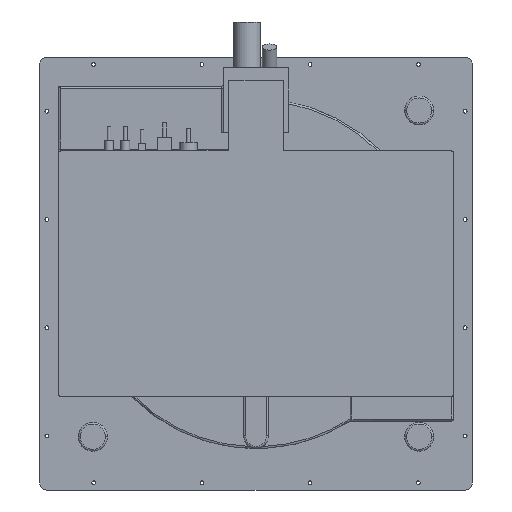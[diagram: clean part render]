
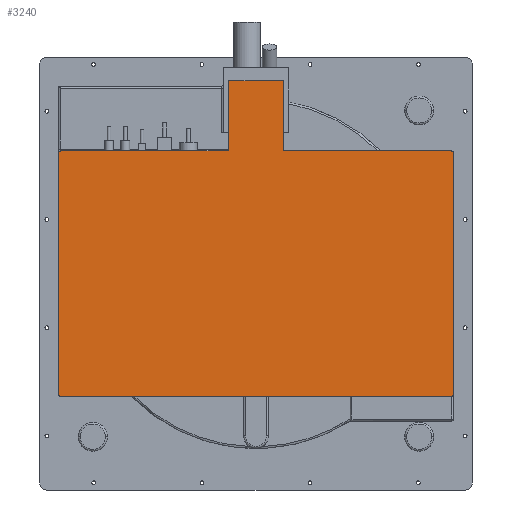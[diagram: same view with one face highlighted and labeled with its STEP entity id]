
A CAD part, front view. The second image highlights one B-rep face of the part: STEP entity #3240.
In plain terms, the highlighted planar face has unit normal (0, -1, 0).
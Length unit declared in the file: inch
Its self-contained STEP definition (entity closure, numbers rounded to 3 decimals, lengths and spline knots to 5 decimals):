
#1=CARTESIAN_POINT('',(13.5575,0.,8.37));
#2=DIRECTION('',(0.,-1.,0.));
#3=DIRECTION('',(1.,0.,0.));
#4=AXIS2_PLACEMENT_3D('',#1,#2,#3);
#6=DIRECTION('',(0.,0.,-1.));
#7=VECTOR('',#6,16.74);
#8=CARTESIAN_POINT('',(13.6875,0.,8.37));
#9=LINE('',#8,#7);
#10=CARTESIAN_POINT('',(13.5575,0.,-8.37));
#11=DIRECTION('',(0.,-1.,0.));
#12=DIRECTION('',(0.,0.,-1.));
#13=AXIS2_PLACEMENT_3D('',#10,#11,#12);
#15=DIRECTION('',(-1.,0.,0.));
#16=VECTOR('',#15,27.115);
#17=CARTESIAN_POINT('',(13.5575,0.,-8.5));
#18=LINE('',#17,#16);
#19=CARTESIAN_POINT('',(-13.5575,0.,-8.37));
#20=DIRECTION('',(0.,-1.,0.));
#21=DIRECTION('',(-1.,0.,0.));
#22=AXIS2_PLACEMENT_3D('',#19,#20,#21);
#24=DIRECTION('',(0.,0.,1.));
#25=VECTOR('',#24,16.74);
#26=CARTESIAN_POINT('',(-13.6875,0.,-8.37));
#27=LINE('',#26,#25);
#28=CARTESIAN_POINT('',(-13.5575,0.,8.37));
#29=DIRECTION('',(0.,-1.,0.));
#30=DIRECTION('',(0.,0.,1.));
#31=AXIS2_PLACEMENT_3D('',#28,#29,#30);
#33=DIRECTION('',(1.,0.,0.));
#34=VECTOR('',#33,11.5525);
#35=CARTESIAN_POINT('',(-13.5575,0.,8.5));
#36=LINE('',#35,#34);
#37=DIRECTION('',(0.,0.,1.));
#38=VECTOR('',#37,4.745);
#39=CARTESIAN_POINT('',(-1.875,0.,8.63));
#40=LINE('',#39,#38);
#41=DIRECTION('',(1.,0.,0.));
#42=VECTOR('',#41,3.755);
#43=CARTESIAN_POINT('',(-1.875,0.,13.375));
#44=LINE('',#43,#42);
#45=DIRECTION('',(0.,0.,-1.));
#46=VECTOR('',#45,4.745);
#47=CARTESIAN_POINT('',(1.88,0.,13.375));
#48=LINE('',#47,#46);
#49=DIRECTION('',(1.,0.,0.));
#50=VECTOR('',#49,11.5475);
#51=CARTESIAN_POINT('',(2.01,0.,8.5));
#52=LINE('',#51,#50);
#78=CARTESIAN_POINT('',(2.01,0.,8.63));
#79=DIRECTION('',(0.,1.,0.));
#80=DIRECTION('',(0.,0.,-1.));
#81=AXIS2_PLACEMENT_3D('',#78,#79,#80);
#230=CARTESIAN_POINT('',(-2.005,0.,8.63));
#231=DIRECTION('',(0.,1.,0.));
#232=DIRECTION('',(1.,0.,0.));
#233=AXIS2_PLACEMENT_3D('',#230,#231,#232);
#2505=CARTESIAN_POINT('',(-1.875,0.,13.375));
#2506=CARTESIAN_POINT('',(1.88,0.,13.375));
#2507=VERTEX_POINT('',#2505);
#2508=VERTEX_POINT('',#2506);
#2889=CARTESIAN_POINT('',(2.01,0.,8.5));
#2890=VERTEX_POINT('',#2889);
#2891=CARTESIAN_POINT('',(1.88,0.,8.63));
#2892=VERTEX_POINT('',#2891);
#2917=CARTESIAN_POINT('',(-13.5575,0.,8.5));
#2918=CARTESIAN_POINT('',(-13.6875,0.,8.37));
#2919=VERTEX_POINT('',#2917);
#2920=VERTEX_POINT('',#2918);
#2925=CARTESIAN_POINT('',(-2.005,0.,8.5));
#2927=VERTEX_POINT('',#2925);
#2929=CARTESIAN_POINT('',(-1.875,0.,8.63));
#2931=VERTEX_POINT('',#2929);
#2977=CARTESIAN_POINT('',(13.6875,0.,8.37));
#2978=CARTESIAN_POINT('',(13.5575,0.,8.5));
#2979=VERTEX_POINT('',#2977);
#2980=VERTEX_POINT('',#2978);
#2985=CARTESIAN_POINT('',(13.5575,0.,-8.5));
#2986=CARTESIAN_POINT('',(13.6875,0.,-8.37));
#2987=VERTEX_POINT('',#2985);
#2988=VERTEX_POINT('',#2986);
#3011=CARTESIAN_POINT('',(-13.6875,0.,-8.37));
#3012=CARTESIAN_POINT('',(-13.5575,0.,-8.5));
#3013=VERTEX_POINT('',#3011);
#3014=VERTEX_POINT('',#3012);
#3205=CARTESIAN_POINT('',(0.,0.,0.));
#3206=DIRECTION('',(0.,1.,0.));
#3207=DIRECTION('',(1.,0.,0.));
#3208=AXIS2_PLACEMENT_3D('',#3205,#3206,#3207);
#3209=PLANE('',#3208);
#3211=ORIENTED_EDGE('',*,*,#3210,.F.);
#3213=ORIENTED_EDGE('',*,*,#3212,.T.);
#3215=ORIENTED_EDGE('',*,*,#3214,.F.);
#3217=ORIENTED_EDGE('',*,*,#3216,.T.);
#3219=ORIENTED_EDGE('',*,*,#3218,.F.);
#3221=ORIENTED_EDGE('',*,*,#3220,.T.);
#3223=ORIENTED_EDGE('',*,*,#3222,.F.);
#3225=ORIENTED_EDGE('',*,*,#3224,.T.);
#3227=ORIENTED_EDGE('',*,*,#3226,.F.);
#3229=ORIENTED_EDGE('',*,*,#3228,.T.);
#3231=ORIENTED_EDGE('',*,*,#3230,.T.);
#3233=ORIENTED_EDGE('',*,*,#3232,.T.);
#3235=ORIENTED_EDGE('',*,*,#3234,.F.);
#3237=ORIENTED_EDGE('',*,*,#3236,.T.);
#3238=EDGE_LOOP('',(#3211,#3213,#3215,#3217,#3219,#3221,#3223,#3225,#3227,#3229,
#3231,#3233,#3235,#3237));
#3239=FACE_OUTER_BOUND('',#3238,.F.);
#3240=ADVANCED_FACE('',(#3239),#3209,.F.);
#5=CIRCLE('',#4,0.13);
#14=CIRCLE('',#13,0.13);
#23=CIRCLE('',#22,0.13);
#32=CIRCLE('',#31,0.13);
#82=CIRCLE('',#81,0.13);
#234=CIRCLE('',#233,0.13);
#3210=EDGE_CURVE('',#2979,#2980,#5,.T.);
#3212=EDGE_CURVE('',#2979,#2988,#9,.T.);
#3214=EDGE_CURVE('',#2987,#2988,#14,.T.);
#3216=EDGE_CURVE('',#2987,#3014,#18,.T.);
#3218=EDGE_CURVE('',#3013,#3014,#23,.T.);
#3220=EDGE_CURVE('',#3013,#2920,#27,.T.);
#3222=EDGE_CURVE('',#2919,#2920,#32,.T.);
#3224=EDGE_CURVE('',#2919,#2927,#36,.T.);
#3226=EDGE_CURVE('',#2931,#2927,#234,.T.);
#3228=EDGE_CURVE('',#2931,#2507,#40,.T.);
#3230=EDGE_CURVE('',#2507,#2508,#44,.T.);
#3232=EDGE_CURVE('',#2508,#2892,#48,.T.);
#3234=EDGE_CURVE('',#2890,#2892,#82,.T.);
#3236=EDGE_CURVE('',#2890,#2980,#52,.T.);
